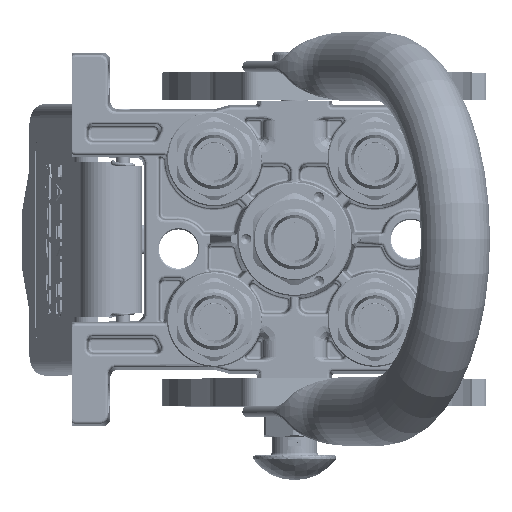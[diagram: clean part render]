
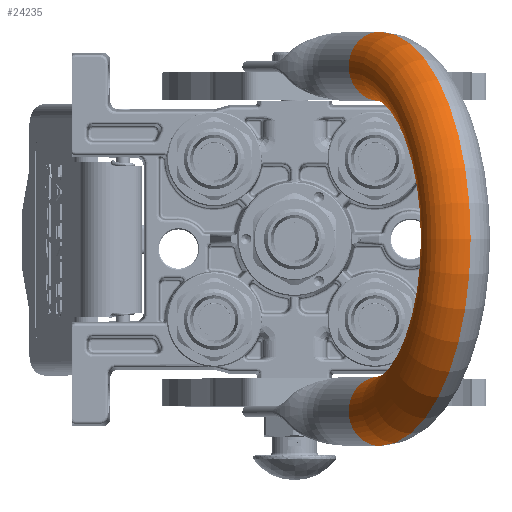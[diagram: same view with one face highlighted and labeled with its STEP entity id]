
A CAD part, top view. The second image highlights one B-rep face of the part: STEP entity #24235.
In plain terms, the highlighted toroidal (fillet/blend) face has major radius 62.25 mm and minor radius 12.5 mm.
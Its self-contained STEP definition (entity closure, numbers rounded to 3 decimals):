
#11402 = AXIS2_PLACEMENT_3D ( 'NONE', #128700, #50858, #177152 ) ;
#12384 = AXIS2_PLACEMENT_3D ( 'NONE', #90623, #122780, #154829 ) ;
#14987 = DIRECTION ( 'NONE',  ( -1., 0., 0. ) ) ;
#21936 = ORIENTED_EDGE ( 'NONE', *, *, #22475, .F. ) ;
#22475 = EDGE_CURVE ( 'NONE', #131906, #84999, #92626, .T. ) ;
#24235 = ADVANCED_FACE ( 'NONE', ( #152867 ), #133307, .T. ) ;
#41343 = VERTEX_POINT ( 'NONE', #174121 ) ;
#45733 = CARTESIAN_POINT ( 'NONE',  ( -62.25, 0., 25.25 ) ) ;
#50858 = DIRECTION ( 'NONE',  ( 0., 0., -1. ) ) ;
#51363 = CIRCLE ( 'NONE', #11402, 12.5 ) ;
#63447 = CARTESIAN_POINT ( 'NONE',  ( 74.75, 0., 25.25 ) ) ;
#81919 = EDGE_LOOP ( 'NONE', ( #168037, #152619, #21936, #171490 ) ) ;
#84999 = VERTEX_POINT ( 'NONE', #63447 ) ;
#90171 = EDGE_CURVE ( 'NONE', #84999, #196553, #51363, .T. ) ;
#90237 = CARTESIAN_POINT ( 'NONE',  ( 0., 0., 25.25 ) ) ;
#90623 = CARTESIAN_POINT ( 'NONE',  ( 0., 0., 25.25 ) ) ;
#92626 = CIRCLE ( 'NONE', #102396, 74.75 ) ;
#102396 = AXIS2_PLACEMENT_3D ( 'NONE', #90237, #103954, #184570 ) ;
#103954 = DIRECTION ( 'NONE',  ( 0., 1., 0. ) ) ;
#107236 = DIRECTION ( 'NONE',  ( 0., 0., 1. ) ) ;
#121032 = CARTESIAN_POINT ( 'NONE',  ( -74.75, 0., 25.25 ) ) ;
#122780 = DIRECTION ( 'NONE',  ( 0., 1., 0. ) ) ;
#122924 = CARTESIAN_POINT ( 'NONE',  ( 0., 0., 25.25 ) ) ;
#124244 = DIRECTION ( 'NONE',  ( 0., 1., 0. ) ) ;
#128700 = CARTESIAN_POINT ( 'NONE',  ( 62.25, 0., 25.25 ) ) ;
#131906 = VERTEX_POINT ( 'NONE', #121032 ) ;
#133307 = TOROIDAL_SURFACE ( 'NONE', #12384, 62.25, 12.5 ) ;
#142543 = CIRCLE ( 'NONE', #142626, 12.5 ) ;
#142626 = AXIS2_PLACEMENT_3D ( 'NONE', #45733, #107236, #14987 ) ;
#152619 = ORIENTED_EDGE ( 'NONE', *, *, #90171, .F. ) ;
#152867 = FACE_OUTER_BOUND ( 'NONE', #81919, .T. ) ;
#154829 = DIRECTION ( 'NONE',  ( 1., 0., 0. ) ) ;
#168037 = ORIENTED_EDGE ( 'NONE', *, *, #198445, .T. ) ;
#171490 = ORIENTED_EDGE ( 'NONE', *, *, #196620, .T. ) ;
#174121 = CARTESIAN_POINT ( 'NONE',  ( -49.75, 0., 25.25 ) ) ;
#177152 = DIRECTION ( 'NONE',  ( 1., 0., 0. ) ) ;
#179346 = AXIS2_PLACEMENT_3D ( 'NONE', #122924, #124244, #201478 ) ;
#180862 = CIRCLE ( 'NONE', #179346, 49.75 ) ;
#184570 = DIRECTION ( 'NONE',  ( -1., 0., 0. ) ) ;
#196553 = VERTEX_POINT ( 'NONE', #199482 ) ;
#196620 = EDGE_CURVE ( 'NONE', #131906, #41343, #142543, .T. ) ;
#198445 = EDGE_CURVE ( 'NONE', #41343, #196553, #180862, .T. ) ;
#199482 = CARTESIAN_POINT ( 'NONE',  ( 49.75, 0., 25.25 ) ) ;
#201478 = DIRECTION ( 'NONE',  ( -1., 0., 0. ) ) ;
